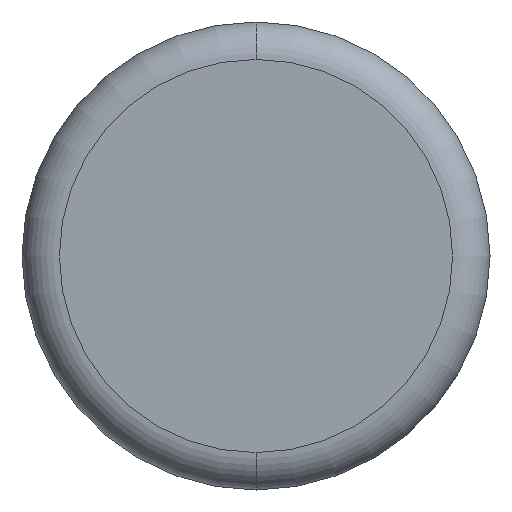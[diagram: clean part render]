
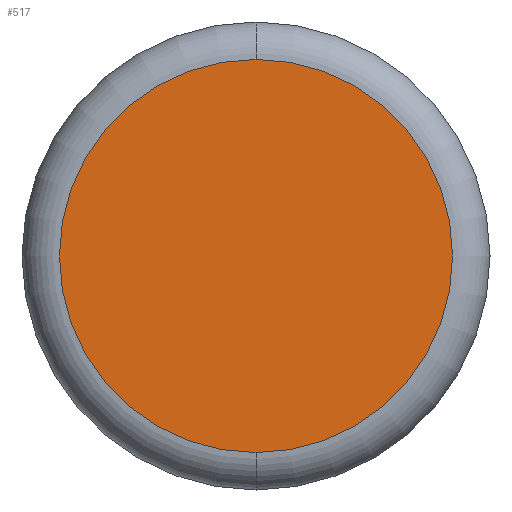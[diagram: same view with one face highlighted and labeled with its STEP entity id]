
A CAD part, front view. The second image highlights one B-rep face of the part: STEP entity #517.
In plain terms, the highlighted planar face has unit normal (0, -1, 0).
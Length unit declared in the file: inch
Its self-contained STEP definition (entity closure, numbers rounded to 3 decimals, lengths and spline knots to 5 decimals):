
#2 = VERTEX_POINT ( 'NONE', #267 ) ;
#49 = AXIS2_PLACEMENT_3D ( 'NONE', #231, #415, #279 ) ;
#96 = CIRCLE ( 'NONE', #503, 0.0525 ) ;
#112 = FACE_OUTER_BOUND ( 'NONE', #507, .T. ) ;
#153 = DIRECTION ( 'NONE',  ( 0., 0., -1. ) ) ;
#154 = DIRECTION ( 'NONE',  ( 0., 0., -1. ) ) ;
#197 = EDGE_CURVE ( 'NONE', #312, #2, #96, .T. ) ;
#219 = CARTESIAN_POINT ( 'NONE',  ( 0., 0., 0. ) ) ;
#227 = DIRECTION ( 'NONE',  ( 0., -1., 0. ) ) ;
#231 = CARTESIAN_POINT ( 'NONE',  ( 0., 0., 0. ) ) ;
#246 = ORIENTED_EDGE ( 'NONE', *, *, #197, .T. ) ;
#257 = ORIENTED_EDGE ( 'NONE', *, *, #495, .T. ) ;
#267 = CARTESIAN_POINT ( 'NONE',  ( 0., 0., -0.0525 ) ) ;
#277 = PLANE ( 'NONE',  #49 ) ;
#279 = DIRECTION ( 'NONE',  ( 0., 0., -1. ) ) ;
#312 = VERTEX_POINT ( 'NONE', #347 ) ;
#322 = CIRCLE ( 'NONE', #456, 0.0525 ) ;
#347 = CARTESIAN_POINT ( 'NONE',  ( 0., 0., 0.0525 ) ) ;
#403 = DIRECTION ( 'NONE',  ( 0., -1., 0. ) ) ;
#415 = DIRECTION ( 'NONE',  ( 0., -1., 0. ) ) ;
#418 = CARTESIAN_POINT ( 'NONE',  ( 0., 0., 0. ) ) ;
#456 = AXIS2_PLACEMENT_3D ( 'NONE', #418, #227, #154 ) ;
#495 = EDGE_CURVE ( 'NONE', #2, #312, #322, .T. ) ;
#503 = AXIS2_PLACEMENT_3D ( 'NONE', #219, #403, #153 ) ;
#507 = EDGE_LOOP ( 'NONE', ( #257, #246 ) ) ;
#517 = ADVANCED_FACE ( 'NONE', ( #112 ), #277, .T. ) ;
